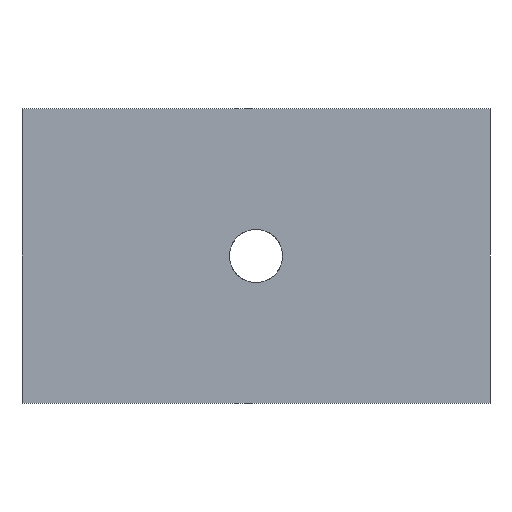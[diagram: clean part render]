
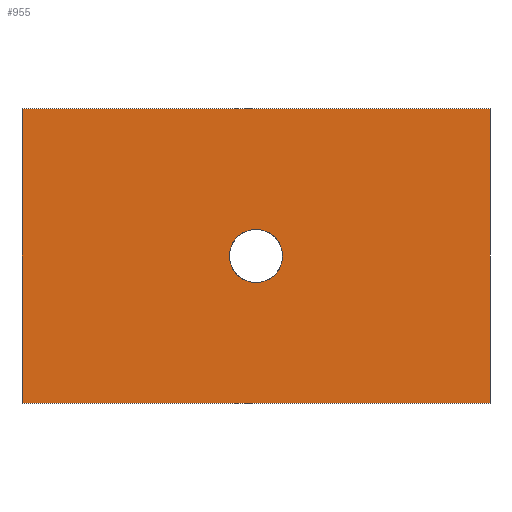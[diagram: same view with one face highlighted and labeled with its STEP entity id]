
A CAD part, front view. The second image highlights one B-rep face of the part: STEP entity #955.
In plain terms, the highlighted planar face has unit normal (0, -1, 0).
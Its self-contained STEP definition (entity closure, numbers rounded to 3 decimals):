
#28 = CIRCLE ( 'NONE', #1131, 23. ) ;
#30 = CARTESIAN_POINT ( 'NONE',  ( 0., 0., 0. ) ) ;
#69 = LINE ( 'NONE', #331, #1124 ) ;
#72 = CARTESIAN_POINT ( 'NONE',  ( 0., 0., 23. ) ) ;
#99 = LINE ( 'NONE', #1303, #1183 ) ;
#114 = DIRECTION ( 'NONE',  ( 0., 0., -1. ) ) ;
#130 = DIRECTION ( 'NONE',  ( 0., 0., 1. ) ) ;
#132 = DIRECTION ( 'NONE',  ( -1., 0., 0. ) ) ;
#217 = AXIS2_PLACEMENT_3D ( 'NONE', #1267, #411, #1194 ) ;
#224 = CARTESIAN_POINT ( 'NONE',  ( 202.5, 0., 127.5 ) ) ;
#255 = VERTEX_POINT ( 'NONE', #72 ) ;
#289 = EDGE_LOOP ( 'NONE', ( #1339, #752, #1075, #821 ) ) ;
#316 = ORIENTED_EDGE ( 'NONE', *, *, #878, .T. ) ;
#331 = CARTESIAN_POINT ( 'NONE',  ( -202.5, 0., 127.5 ) ) ;
#342 = EDGE_CURVE ( 'NONE', #357, #674, #99, .T. ) ;
#357 = VERTEX_POINT ( 'NONE', #224 ) ;
#411 = DIRECTION ( 'NONE',  ( 0., -1., 0. ) ) ;
#442 = CARTESIAN_POINT ( 'NONE',  ( 202.5, 0., -127.5 ) ) ;
#559 = CARTESIAN_POINT ( 'NONE',  ( 0., 0., -23. ) ) ;
#568 = DIRECTION ( 'NONE',  ( 0., 1., 0. ) ) ;
#590 = CARTESIAN_POINT ( 'NONE',  ( -202.5, 0., 127.5 ) ) ;
#669 = CARTESIAN_POINT ( 'NONE',  ( 0., 0., 0. ) ) ;
#674 = VERTEX_POINT ( 'NONE', #442 ) ;
#707 = LINE ( 'NONE', #1261, #779 ) ;
#719 = EDGE_CURVE ( 'NONE', #674, #908, #707, .T. ) ;
#728 = CIRCLE ( 'NONE', #919, 23. ) ;
#752 = ORIENTED_EDGE ( 'NONE', *, *, #1166, .F. ) ;
#779 = VECTOR ( 'NONE', #132, 1000. ) ;
#796 = EDGE_CURVE ( 'NONE', #1137, #255, #728, .T. ) ;
#797 = CARTESIAN_POINT ( 'NONE',  ( -202.5, 0., -127.5 ) ) ;
#800 = FACE_BOUND ( 'NONE', #1074, .T. ) ;
#821 = ORIENTED_EDGE ( 'NONE', *, *, #719, .F. ) ;
#878 = EDGE_CURVE ( 'NONE', #255, #1137, #28, .T. ) ;
#888 = FACE_OUTER_BOUND ( 'NONE', #289, .T. ) ;
#895 = DIRECTION ( 'NONE',  ( 0., 0., -1. ) ) ;
#908 = VERTEX_POINT ( 'NONE', #797 ) ;
#915 = DIRECTION ( 'NONE',  ( 0., 0., -1. ) ) ;
#919 = AXIS2_PLACEMENT_3D ( 'NONE', #30, #568, #915 ) ;
#924 = VERTEX_POINT ( 'NONE', #590 ) ;
#955 = ADVANCED_FACE ( 'NONE', ( #800, #888 ), #1146, .T. ) ;
#1074 = EDGE_LOOP ( 'NONE', ( #316, #1160 ) ) ;
#1075 = ORIENTED_EDGE ( 'NONE', *, *, #1379, .F. ) ;
#1089 = VECTOR ( 'NONE', #130, 1000. ) ;
#1124 = VECTOR ( 'NONE', #1215, 1000. ) ;
#1131 = AXIS2_PLACEMENT_3D ( 'NONE', #669, #1454, #114 ) ;
#1137 = VERTEX_POINT ( 'NONE', #559 ) ;
#1146 = PLANE ( 'NONE',  #217 ) ;
#1160 = ORIENTED_EDGE ( 'NONE', *, *, #796, .T. ) ;
#1166 = EDGE_CURVE ( 'NONE', #924, #357, #69, .T. ) ;
#1183 = VECTOR ( 'NONE', #895, 1000. ) ;
#1194 = DIRECTION ( 'NONE',  ( 0., 0., -1. ) ) ;
#1215 = DIRECTION ( 'NONE',  ( 1., 0., 0. ) ) ;
#1261 = CARTESIAN_POINT ( 'NONE',  ( -202.5, 0., -127.5 ) ) ;
#1267 = CARTESIAN_POINT ( 'NONE',  ( 202.5, 0., -127.5 ) ) ;
#1291 = CARTESIAN_POINT ( 'NONE',  ( -202.5, 0., 127.5 ) ) ;
#1303 = CARTESIAN_POINT ( 'NONE',  ( 202.5, 0., 127.5 ) ) ;
#1339 = ORIENTED_EDGE ( 'NONE', *, *, #342, .F. ) ;
#1379 = EDGE_CURVE ( 'NONE', #908, #924, #1446, .T. ) ;
#1446 = LINE ( 'NONE', #1291, #1089 ) ;
#1454 = DIRECTION ( 'NONE',  ( 0., 1., 0. ) ) ;
